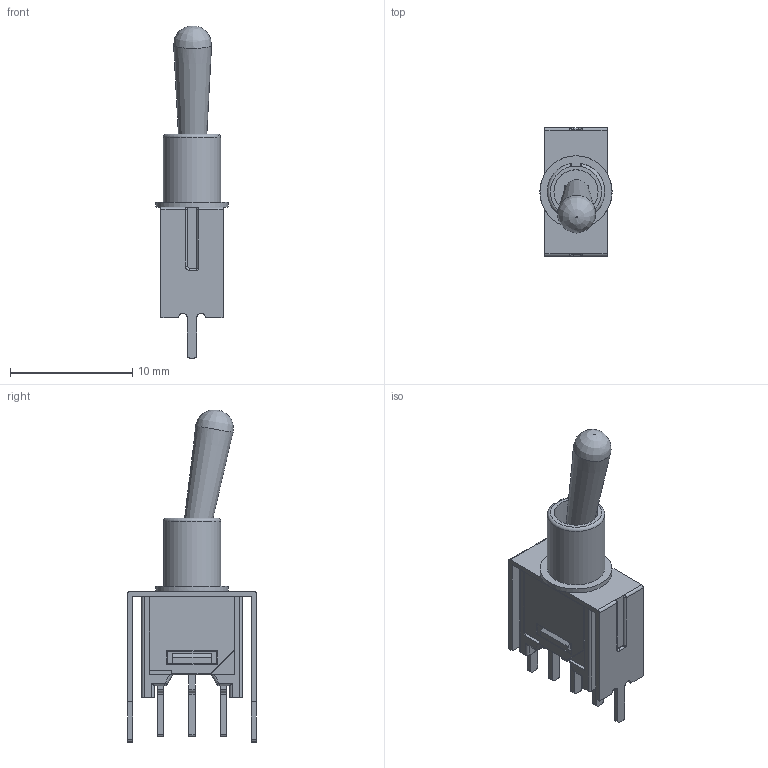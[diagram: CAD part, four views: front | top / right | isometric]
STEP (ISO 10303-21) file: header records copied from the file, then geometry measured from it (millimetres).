
FILE_DESCRIPTION(/* description */ (''),/* implementation_level */ '2;1');
FILE_NAME(/* name */ 'toggle-sw.stp',/* time_stamp */ '2022-04-03T19:22:20+09:00',/* author */ ('kashima'),/* organization */ (''),/* preprocessor_version */ 'ST-DEVELOPER v19',/* originating_system */ 'Autodesk Inventor 2023',/* authorisation */ '');
FILE_SCHEMA (('AUTOMOTIVE_DESIGN { 1 0 10303 214 3 1 1 }'));
Length unit declared in the file: millimetre
Products named in the file (3): toggle-sw; toggle-sw_1; stick
Assembly tree (2 placements, depth 2):
  toggle-sw
    toggle-sw_1
    stick
Bounding box: 5.9 x 10.5 x 27.15 mm (x, y, z)
Volume: 427.3 mm3; surface area: 1028.7 mm2
Topology: 3 solids, 3 shells, 429 faces, 1139 edges, 730 vertices
Faces by surface type: plane 221, cylinder 107, bspline 86, sphere 8, torus 6, cone 1
Full cylindrical faces by diameter (mm): 1 x1, 3.6 x1, 5.9 x1
Entity records: 14063 total; most frequent: CARTESIAN_POINT 3513, ORIENTED_EDGE 2278, DIRECTION 1885, EDGE_CURVE 1139, LINE 757, VECTOR 757, VERTEX_POINT 730, AXIS2_PLACEMENT_3D 564
